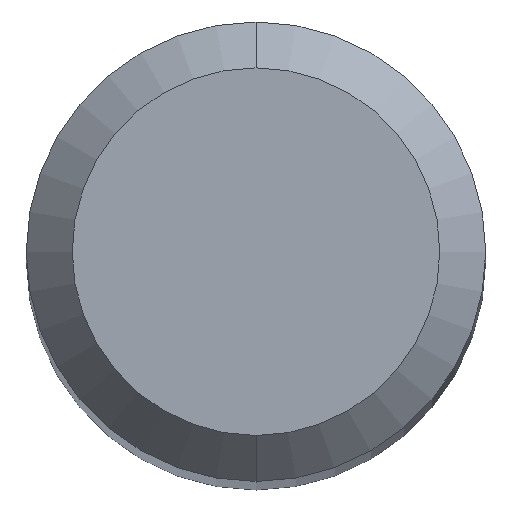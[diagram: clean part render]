
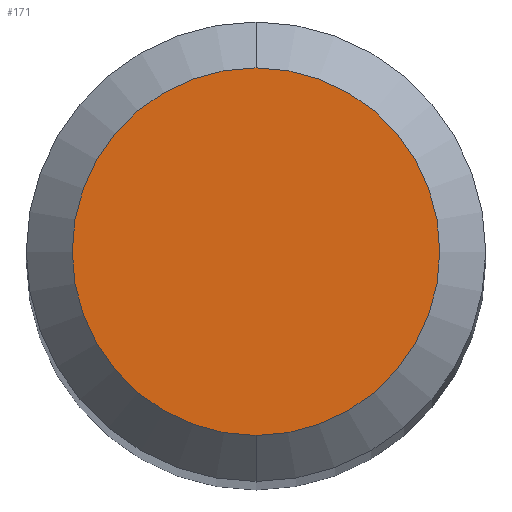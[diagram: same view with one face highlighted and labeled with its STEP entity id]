
A CAD part, top view. The second image highlights one B-rep face of the part: STEP entity #171.
In plain terms, the highlighted planar face has unit normal (0, 0, 1).
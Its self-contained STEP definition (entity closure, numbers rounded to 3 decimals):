
#145=EDGE_CURVE('',#149,#175,#302,.T.);
#149=VERTEX_POINT('',#307);
#171=ADVANCED_FACE('',(#329),#330,.T.);
#175=VERTEX_POINT('',#335);
#219=EDGE_CURVE('',#175,#149,#386,.T.);
#302=CIRCLE('',#476,1.2);
#307=CARTESIAN_POINT('',(0.,-1.2,0.0));
#329=FACE_OUTER_BOUND('',#512,.T.);
#330=PLANE('',#513);
#335=CARTESIAN_POINT('',(0.0,1.2,0.0));
#386=CIRCLE('',#582,1.2);
#476=AXIS2_PLACEMENT_3D('',#668,#669,#670);
#512=EDGE_LOOP('',(#695,#696));
#513=AXIS2_PLACEMENT_3D('',#697,#698,#699);
#582=AXIS2_PLACEMENT_3D('',#779,#780,#781);
#668=CARTESIAN_POINT('',(0.0,0.0,0.0));
#669=DIRECTION('',(0.0,0.0,-1.0));
#670=DIRECTION('',(0.0,1.0,0.0));
#695=ORIENTED_EDGE('',*,*,#219,.F.);
#696=ORIENTED_EDGE('',*,*,#145,.F.);
#697=CARTESIAN_POINT('',(0.0,0.6,0.0));
#698=DIRECTION('',(-0.0,0.0,1.0));
#699=DIRECTION('',(0.0,-1.0,0.0));
#779=CARTESIAN_POINT('',(0.0,0.0,0.0));
#780=DIRECTION('',(0.0,0.0,-1.0));
#781=DIRECTION('',(0.0,1.0,0.0));
